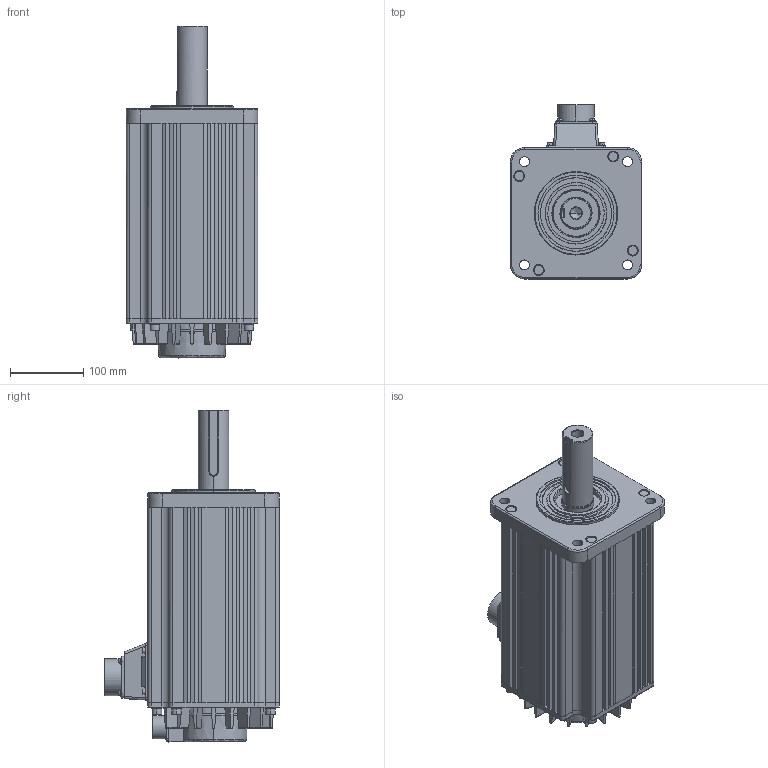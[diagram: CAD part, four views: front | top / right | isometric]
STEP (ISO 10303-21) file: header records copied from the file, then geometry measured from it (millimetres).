
FILE_DESCRIPTION (( 'STEP AP214' ), '1' );
FILE_NAME ('SV2H-275N.STEP', '2020-07-13T17:28:04', ( '' ), ( '' ), 'SwSTEP 2.0', 'SolidWorks 2017', '' );
FILE_SCHEMA (( 'AUTOMOTIVE_DESIGN' ));
Length unit declared in the file: inch
Products named in the file (1): SV2H-275N
Bounding box: 180 x 239.2 x 454.7 mm (x, y, z)
Volume: 9193884.2 mm3; surface area: 430087.9 mm2
Topology: 1 solids, 1 shells, 616 faces, 1446 edges, 902 vertices
Faces by surface type: plane 319, cylinder 216, cone 42, bspline 31, torus 8
Entity records: 23477 total; most frequent: CARTESIAN_POINT 9840, ORIENTED_EDGE 2888, DIRECTION 2665, EDGE_CURVE 1444, AXIS2_PLACEMENT_3D 917, VERTEX_POINT 902, VECTOR 831, LINE 831
